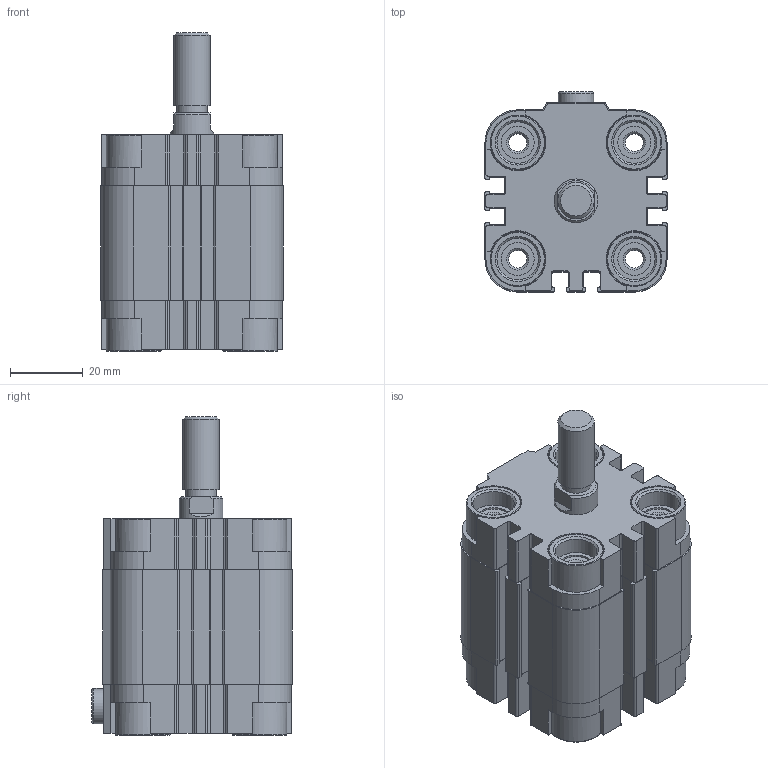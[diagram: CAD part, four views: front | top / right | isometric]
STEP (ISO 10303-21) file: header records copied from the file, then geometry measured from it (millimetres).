
FILE_DESCRIPTION(/* description */ (''),/* implementation_level */ '2;1');
FILE_NAME(/* name */ 'sesbs_32-15-b.stp',/* time_stamp */ '2017-07-14T08:24:18+02:00',/* author */ ('Hamoud'),/* organization */ (''),/* preprocessor_version */ 'ST-DEVELOPER v15.6',/* originating_system */ 'Autodesk Inventor LT ',/* authorisation */ '');
FILE_SCHEMA (('AUTOMOTIVE_DESIGN { 1 0 10303 214 3 1 1 }'));
Length unit declared in the file: millimetre
Products named in the file (1): sesbs_32-15-b
Bounding box: 50 x 54.99 x 87.5 mm (x, y, z)
Volume: 114611.2 mm3; surface area: 42206.6 mm2
Topology: 2 solids, 3 shells, 419 faces, 1129 edges, 742 vertices
Faces by surface type: plane 212, cylinder 170, cone 28, torus 9
Full cylindrical faces by diameter (mm): 4.917 x8, 6 x1, 8.2 x4, 8.466 x1, 8.566 x2, 8.917 x8, 9 x8, 9.728 x1, 10 x1, 11.4 x8, 12 x2, 15 x8, 32 x2
Entity records: 12735 total; most frequent: DIRECTION 2296, CARTESIAN_POINT 2182, ORIENTED_EDGE 2052, EDGE_CURVE 1026, AXIS2_PLACEMENT_3D 854, VERTEX_POINT 728, LINE 588, VECTOR 588
